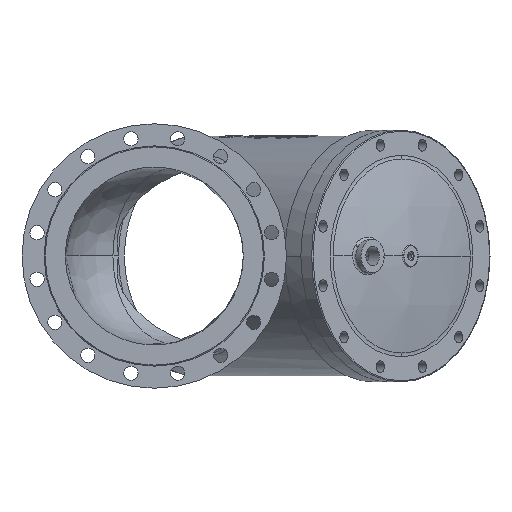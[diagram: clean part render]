
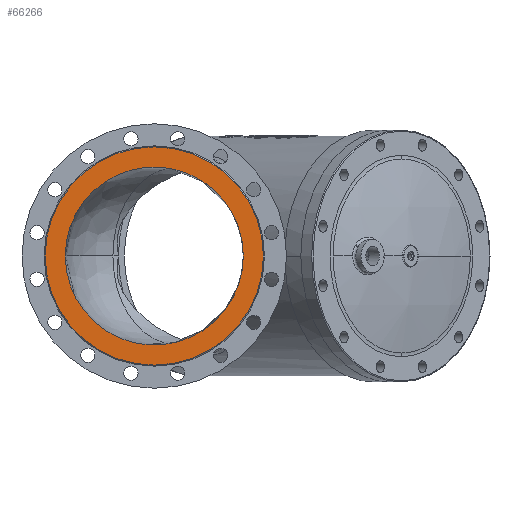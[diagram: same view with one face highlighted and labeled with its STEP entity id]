
A CAD part, left-side view. The second image highlights one B-rep face of the part: STEP entity #66266.
In plain terms, the highlighted planar face has unit normal (-1, 0, 0).
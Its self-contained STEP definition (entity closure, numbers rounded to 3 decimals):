
#528 = AXIS2_PLACEMENT_3D ( 'NONE', #46234, #29625, #8501 ) ;
#2165 = CARTESIAN_POINT ( 'NONE',  ( -490., 174.253, -19.803 ) ) ;
#2448 = CARTESIAN_POINT ( 'NONE',  ( -490., 161.939, 67.078 ) ) ;
#2505 = CARTESIAN_POINT ( 'NONE',  ( -490., -39.452, -171.343 ) ) ;
#2745 = AXIS2_PLACEMENT_3D ( 'NONE', #68221, #51932, #30816 ) ;
#2849 = CARTESIAN_POINT ( 'NONE',  ( -490., 133.472, -113.501 ) ) ;
#3124 = CARTESIAN_POINT ( 'NONE',  ( -490., -154.584, 82.627 ) ) ;
#3450 = CARTESIAN_POINT ( 'NONE',  ( -490., 34.361, 172.744 ) ) ;
#5505 = B_SPLINE_CURVE_WITH_KNOTS ( 'NONE', 3,
 ( #7017, #55473, #2165, #65538, #44404, #13222, #11880, #49935, #2849, #18749, #60011, #18088, #17751, #39880, #32998, #2505, #64870, #12557, #50274, #39215, #34341, #23613, #17422, #34015, #28144, #59682, #12217 ),
 .UNSPECIFIED., .F., .F.,
 ( 4, 1, 1, 1, 1, 1, 1, 1, 1, 1, 1, 1, 1, 1, 1, 1, 1, 1, 1, 1, 1, 1, 1, 1, 4 ),
 ( 0., 0.018, 0.036, 0.054, 0.072, 0.085, 0.099, 0.112, 0.125, 0.152, 0.179, 0.206, 0.232, 0.259, 0.286, 0.313, 0.34, 0.366, 0.393, 0.42, 0.446, 0.46, 0.473, 0.487, 0.5 ),
 .UNSPECIFIED. ) ;
#7017 = CARTESIAN_POINT ( 'NONE',  ( -490., 175., 0. ) ) ;
#7303 = CARTESIAN_POINT ( 'NONE',  ( -490., -175., 5.727 ) ) ;
#7967 = CARTESIAN_POINT ( 'NONE',  ( -490., -67.401, 162.721 ) ) ;
#8501 = DIRECTION ( 'NONE',  ( 0., 0., -1. ) ) ;
#10027 = FACE_OUTER_BOUND ( 'NONE', #65525, .T. ) ;
#11318 = EDGE_CURVE ( 'NONE', #55142, #67280, #34637, .T. ) ;
#11880 = CARTESIAN_POINT ( 'NONE',  ( -490., 150.575, -89.578 ) ) ;
#12217 = CARTESIAN_POINT ( 'NONE',  ( -490., -175., 0. ) ) ;
#12497 = CARTESIAN_POINT ( 'NONE',  ( -490., 171.913, 34.196 ) ) ;
#12557 = CARTESIAN_POINT ( 'NONE',  ( -490., -93.758, -148.742 ) ) ;
#13222 = CARTESIAN_POINT ( 'NONE',  ( -490., 158.368, -75.13 ) ) ;
#13499 = CARTESIAN_POINT ( 'NONE',  ( -490., -171.913, 34.196 ) ) ;
#16802 = EDGE_LOOP ( 'NONE', ( #35745, #34090 ) ) ;
#17102 = CARTESIAN_POINT ( 'NONE',  ( -490., 175., 0. ) ) ;
#17422 = CARTESIAN_POINT ( 'NONE',  ( -490., -169.668, -43.701 ) ) ;
#17751 = CARTESIAN_POINT ( 'NONE',  ( -490., 48.231, -169.082 ) ) ;
#18025 = CARTESIAN_POINT ( 'NONE',  ( -490., 175., 0. ) ) ;
#18088 = CARTESIAN_POINT ( 'NONE',  ( -490., 75.834, -158.632 ) ) ;
#18749 = CARTESIAN_POINT ( 'NONE',  ( -490., 120.143, -127.904 ) ) ;
#23214 = CARTESIAN_POINT ( 'NONE',  ( -490., -124.542, 124.542 ) ) ;
#23613 = CARTESIAN_POINT ( 'NONE',  ( -490., -163.98, -62.484 ) ) ;
#24945 = VERTEX_POINT ( 'NONE', #17102 ) ;
#26050 = VERTEX_POINT ( 'NONE', #31328 ) ;
#28144 = CARTESIAN_POINT ( 'NONE',  ( -490., -174.588, -14.705 ) ) ;
#28337 = EDGE_CURVE ( 'NONE', #24945, #26050, #5505, .T. ) ;
#28420 = CARTESIAN_POINT ( 'NONE',  ( -490., -97.852, 146.445 ) ) ;
#29143 = DIRECTION ( 'NONE',  ( 1., 0., 0. ) ) ;
#29435 = CARTESIAN_POINT ( 'NONE',  ( -490., 154.584, 82.627 ) ) ;
#29588 = B_SPLINE_CURVE_WITH_KNOTS ( 'NONE', 3,
 ( #50215, #7303, #55759, #13499, #50555, #50883, #3124, #55082, #23214, #28420, #7967, #60291, #34623, #3450, #34286, #59954, #49874, #49544, #29435, #2448, #65481, #12497, #33619, #65826, #18025 ),
 .UNSPECIFIED., .F., .F.,
 ( 4, 1, 1, 1, 1, 1, 1, 1, 1, 1, 1, 1, 1, 1, 1, 1, 1, 1, 1, 1, 1, 1, 4 ),
 ( 0.5, 0.516, 0.531, 0.547, 0.563, 0.578, 0.594, 0.625, 0.656, 0.688, 0.719, 0.75, 0.781, 0.813, 0.844, 0.875, 0.906, 0.922, 0.938, 0.953, 0.969, 0.984, 1. ),
 .UNSPECIFIED. ) ;
#29625 = DIRECTION ( 'NONE',  ( 1., 0., 0. ) ) ;
#30816 = DIRECTION ( 'NONE',  ( 0., 0., -1. ) ) ;
#31040 = CARTESIAN_POINT ( 'NONE',  ( -490., 0., -214.5 ) ) ;
#31153 = FACE_BOUND ( 'NONE', #16802, .T. ) ;
#31328 = CARTESIAN_POINT ( 'NONE',  ( -490., -175., 0. ) ) ;
#32998 = CARTESIAN_POINT ( 'NONE',  ( -490., -10.236, -175.528 ) ) ;
#33619 = CARTESIAN_POINT ( 'NONE',  ( -490., 174.437, 17.182 ) ) ;
#34015 = CARTESIAN_POINT ( 'NONE',  ( -490., -172.738, -29.307 ) ) ;
#34090 = ORIENTED_EDGE ( 'NONE', *, *, #46887, .F. ) ;
#34286 = CARTESIAN_POINT ( 'NONE',  ( -490., 67.401, 162.721 ) ) ;
#34341 = CARTESIAN_POINT ( 'NONE',  ( -490., -153.948, -84.94 ) ) ;
#34623 = CARTESIAN_POINT ( 'NONE',  ( -490., 0., 176.128 ) ) ;
#34637 = CIRCLE ( 'NONE', #55659, 214.5 ) ;
#35150 = ORIENTED_EDGE ( 'NONE', *, *, #65553, .F. ) ;
#35745 = ORIENTED_EDGE ( 'NONE', *, *, #28337, .F. ) ;
#36687 = PLANE ( 'NONE',  #2745 ) ;
#39208 = CARTESIAN_POINT ( 'NONE',  ( -490., 0., 0. ) ) ;
#39215 = CARTESIAN_POINT ( 'NONE',  ( -490., -137.571, -109.494 ) ) ;
#39880 = CARTESIAN_POINT ( 'NONE',  ( -490., 19.269, -174.767 ) ) ;
#44404 = CARTESIAN_POINT ( 'NONE',  ( -490., 165.367, -58.396 ) ) ;
#46234 = CARTESIAN_POINT ( 'NONE',  ( -490., 0., 0. ) ) ;
#46887 = EDGE_CURVE ( 'NONE', #26050, #24945, #29588, .T. ) ;
#49544 = CARTESIAN_POINT ( 'NONE',  ( -490., 142.795, 102.3 ) ) ;
#49874 = CARTESIAN_POINT ( 'NONE',  ( -490., 124.542, 124.542 ) ) ;
#49935 = CARTESIAN_POINT ( 'NONE',  ( -490., 142.527, -101.898 ) ) ;
#50215 = CARTESIAN_POINT ( 'NONE',  ( -490., -175., 0. ) ) ;
#50274 = CARTESIAN_POINT ( 'NONE',  ( -490., -117.318, -130.963 ) ) ;
#50555 = CARTESIAN_POINT ( 'NONE',  ( -490., -167.734, 50.881 ) ) ;
#50883 = CARTESIAN_POINT ( 'NONE',  ( -490., -161.939, 67.078 ) ) ;
#51932 = DIRECTION ( 'NONE',  ( 1., 0., 0. ) ) ;
#55082 = CARTESIAN_POINT ( 'NONE',  ( -490., -142.795, 102.3 ) ) ;
#55142 = VERTEX_POINT ( 'NONE', #31040 ) ;
#55473 = CARTESIAN_POINT ( 'NONE',  ( -490., 175., -6.599 ) ) ;
#55659 = AXIS2_PLACEMENT_3D ( 'NONE', #39208, #29143, #61008 ) ;
#55759 = CARTESIAN_POINT ( 'NONE',  ( -490., -174.438, 17.181 ) ) ;
#56918 = ORIENTED_EDGE ( 'NONE', *, *, #11318, .F. ) ;
#59682 = CARTESIAN_POINT ( 'NONE',  ( -490., -175., -4.902 ) ) ;
#59954 = CARTESIAN_POINT ( 'NONE',  ( -490., 97.852, 146.445 ) ) ;
#60011 = CARTESIAN_POINT ( 'NONE',  ( -490., 101.3, -143.712 ) ) ;
#60291 = CARTESIAN_POINT ( 'NONE',  ( -490., -34.361, 172.744 ) ) ;
#61008 = DIRECTION ( 'NONE',  ( 0., 0., -1. ) ) ;
#64870 = CARTESIAN_POINT ( 'NONE',  ( -490., -67.557, -162.329 ) ) ;
#65088 = CARTESIAN_POINT ( 'NONE',  ( -490., 0., 214.5 ) ) ;
#65481 = CARTESIAN_POINT ( 'NONE',  ( -490., 167.734, 50.881 ) ) ;
#65525 = EDGE_LOOP ( 'NONE', ( #56918, #35150 ) ) ;
#65538 = CARTESIAN_POINT ( 'NONE',  ( -490., 170.901, -39.351 ) ) ;
#65553 = EDGE_CURVE ( 'NONE', #67280, #55142, #65779, .T. ) ;
#65779 = CIRCLE ( 'NONE', #528, 214.5 ) ;
#65826 = CARTESIAN_POINT ( 'NONE',  ( -490., 175., 5.729 ) ) ;
#66266 = ADVANCED_FACE ( 'NONE', ( #31153, #10027 ), #36687, .F. ) ;
#67280 = VERTEX_POINT ( 'NONE', #65088 ) ;
#68221 = CARTESIAN_POINT ( 'NONE',  ( -490., 0., 0. ) ) ;
